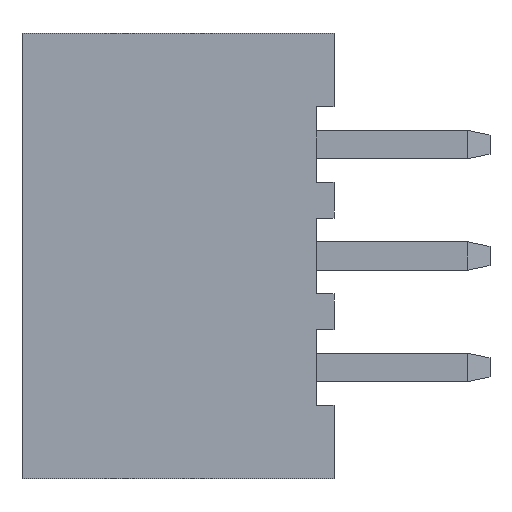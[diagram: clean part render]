
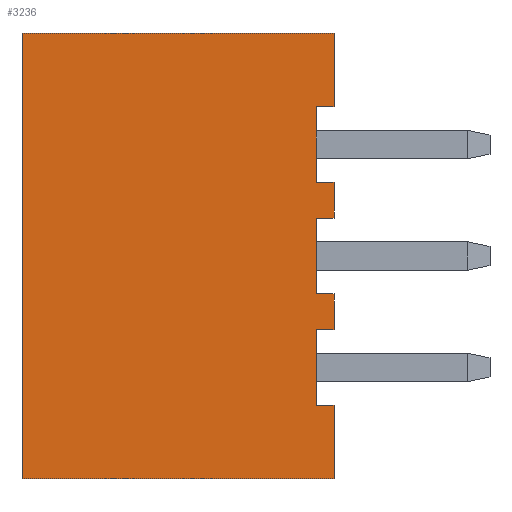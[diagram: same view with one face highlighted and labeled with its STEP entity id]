
A CAD part, left-side view. The second image highlights one B-rep face of the part: STEP entity #3236.
In plain terms, the highlighted planar face has unit normal (-1, 0, 0).
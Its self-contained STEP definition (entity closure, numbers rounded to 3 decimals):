
#10 = EDGE_CURVE ( 'NONE', #1769, #530, #1988, .T. ) ;
#34 = CARTESIAN_POINT ( 'NONE',  ( -3.55, 0., -4.15 ) ) ;
#44 = DIRECTION ( 'NONE',  ( 0., -1., 0. ) ) ;
#55 = DIRECTION ( 'NONE',  ( 0., -1., 0. ) ) ;
#86 = ORIENTED_EDGE ( 'NONE', *, *, #1807, .F. ) ;
#173 = EDGE_CURVE ( 'NONE', #1817, #1720, #3408, .T. ) ;
#204 = LINE ( 'NONE', #1652, #1043 ) ;
#223 = EDGE_CURVE ( 'NONE', #3873, #1720, #1676, .T. ) ;
#319 = CARTESIAN_POINT ( 'NONE',  ( -3.55, 0., -3.35 ) ) ;
#336 = DIRECTION ( 'NONE',  ( 0., 0., -1. ) ) ;
#338 = CARTESIAN_POINT ( 'NONE',  ( -3.55, 0., -0.85 ) ) ;
#343 = CARTESIAN_POINT ( 'NONE',  ( -3.55, 0., -1.65 ) ) ;
#359 = LINE ( 'NONE', #1733, #2062 ) ;
#366 = DIRECTION ( 'NONE',  ( 0., 1., 0. ) ) ;
#368 = ORIENTED_EDGE ( 'NONE', *, *, #3259, .F. ) ;
#401 = VECTOR ( 'NONE', #3113, 1000. ) ;
#530 = VERTEX_POINT ( 'NONE', #1147 ) ;
#614 = ORIENTED_EDGE ( 'NONE', *, *, #2199, .F. ) ;
#649 = VECTOR ( 'NONE', #1632, 1000. ) ;
#660 = DIRECTION ( 'NONE',  ( 0., 0., -1. ) ) ;
#665 = VECTOR ( 'NONE', #1283, 1000. ) ;
#693 = DIRECTION ( 'NONE',  ( 0., 1., 0. ) ) ;
#781 = DIRECTION ( 'NONE',  ( 0., 1., 0. ) ) ;
#837 = VECTOR ( 'NONE', #3222, 1000. ) ;
#958 = ORIENTED_EDGE ( 'NONE', *, *, #2310, .T. ) ;
#967 = CARTESIAN_POINT ( 'NONE',  ( -3.55, 0., -7.5 ) ) ;
#975 = EDGE_LOOP ( 'NONE', ( #3198, #3949, #1782, #3251, #3486, #1271, #3149, #958, #3162, #1156, #368, #86, #2297, #614, #1347, #2553 ) ) ;
#999 = CARTESIAN_POINT ( 'NONE',  ( -3.55, 7., 2.5 ) ) ;
#1041 = EDGE_CURVE ( 'NONE', #2327, #1066, #1296, .T. ) ;
#1043 = VECTOR ( 'NONE', #55, 1000. ) ;
#1066 = VERTEX_POINT ( 'NONE', #3268 ) ;
#1075 = CARTESIAN_POINT ( 'NONE',  ( -3.55, 0., 2.5 ) ) ;
#1109 = VECTOR ( 'NONE', #781, 1000. ) ;
#1147 = CARTESIAN_POINT ( 'NONE',  ( -3.55, 0.4, -5.85 ) ) ;
#1156 = ORIENTED_EDGE ( 'NONE', *, *, #3718, .F. ) ;
#1155 = CARTESIAN_POINT ( 'NONE',  ( -3.55, 0.4, -1.65 ) ) ;
#1271 = ORIENTED_EDGE ( 'NONE', *, *, #173, .F. ) ;
#1281 = CARTESIAN_POINT ( 'NONE',  ( -3.55, 0., -7.5 ) ) ;
#1283 = DIRECTION ( 'NONE',  ( 0., 0., 1. ) ) ;
#1292 = VECTOR ( 'NONE', #44, 1000. ) ;
#1296 = LINE ( 'NONE', #1281, #3793 ) ;
#1304 = PLANE ( 'NONE',  #3893 ) ;
#1317 = DIRECTION ( 'NONE',  ( 0., 0., -1. ) ) ;
#1337 = LINE ( 'NONE', #3375, #2978 ) ;
#1347 = ORIENTED_EDGE ( 'NONE', *, *, #10, .T. ) ;
#1369 = EDGE_CURVE ( 'NONE', #3708, #3873, #3836, .T. ) ;
#1378 = CARTESIAN_POINT ( 'NONE',  ( -3.55, 0.4, -0.85 ) ) ;
#1518 = CARTESIAN_POINT ( 'NONE',  ( -3.55, 0.4, -4.15 ) ) ;
#1531 = CARTESIAN_POINT ( 'NONE',  ( -3.55, 0., -7.5 ) ) ;
#1632 = DIRECTION ( 'NONE',  ( 0., -1., 0. ) ) ;
#1652 = CARTESIAN_POINT ( 'NONE',  ( -3.55, 7., 2.5 ) ) ;
#1676 = LINE ( 'NONE', #343, #4178 ) ;
#1719 = DIRECTION ( 'NONE',  ( 0., 0., 1. ) ) ;
#1720 = VERTEX_POINT ( 'NONE', #3857 ) ;
#1733 = CARTESIAN_POINT ( 'NONE',  ( -3.55, 0.4, -4.15 ) ) ;
#1769 = VERTEX_POINT ( 'NONE', #2600 ) ;
#1772 = DIRECTION ( 'NONE',  ( 0., 1., 0. ) ) ;
#1782 = ORIENTED_EDGE ( 'NONE', *, *, #1929, .T. ) ;
#1807 = EDGE_CURVE ( 'NONE', #1898, #3104, #2485, .T. ) ;
#1808 = LINE ( 'NONE', #2907, #837 ) ;
#1817 = VERTEX_POINT ( 'NONE', #338 ) ;
#1898 = VERTEX_POINT ( 'NONE', #2624 ) ;
#1929 = EDGE_CURVE ( 'NONE', #2327, #3708, #2329, .T. ) ;
#1988 = LINE ( 'NONE', #3058, #1109 ) ;
#2033 = VERTEX_POINT ( 'NONE', #1075 ) ;
#2062 = VECTOR ( 'NONE', #1719, 1000. ) ;
#2118 = VECTOR ( 'NONE', #693, 1000. ) ;
#2194 = VERTEX_POINT ( 'NONE', #3072 ) ;
#2199 = EDGE_CURVE ( 'NONE', #1769, #2905, #3549, .T. ) ;
#2297 = ORIENTED_EDGE ( 'NONE', *, *, #4133, .F. ) ;
#2310 = EDGE_CURVE ( 'NONE', #3986, #3154, #1808, .T. ) ;
#2327 = VERTEX_POINT ( 'NONE', #319 ) ;
#2329 = LINE ( 'NONE', #2974, #4054 ) ;
#2365 = VECTOR ( 'NONE', #660, 1000. ) ;
#2485 = LINE ( 'NONE', #3900, #665 ) ;
#2498 = EDGE_CURVE ( 'NONE', #1817, #3986, #3081, .T. ) ;
#2552 = VECTOR ( 'NONE', #3888, 1000. ) ;
#2553 = ORIENTED_EDGE ( 'NONE', *, *, #3284, .T. ) ;
#2600 = CARTESIAN_POINT ( 'NONE',  ( -3.55, 0., -5.85 ) ) ;
#2603 = DIRECTION ( 'NONE',  ( 0., -1., 0. ) ) ;
#2624 = CARTESIAN_POINT ( 'NONE',  ( -3.55, 7., -7.5 ) ) ;
#2679 = VECTOR ( 'NONE', #4053, 1000. ) ;
#2902 = CARTESIAN_POINT ( 'NONE',  ( -3.55, 0.4, 0.85 ) ) ;
#2905 = VERTEX_POINT ( 'NONE', #1531 ) ;
#2907 = CARTESIAN_POINT ( 'NONE',  ( -3.55, 0.4, 0.85 ) ) ;
#2974 = CARTESIAN_POINT ( 'NONE',  ( -3.55, 0., -3.35 ) ) ;
#2978 = VECTOR ( 'NONE', #1772, 1000. ) ;
#3058 = CARTESIAN_POINT ( 'NONE',  ( -3.55, 0., -5.85 ) ) ;
#3072 = CARTESIAN_POINT ( 'NONE',  ( -3.55, 0., 0.85 ) ) ;
#3081 = LINE ( 'NONE', #3275, #2118 ) ;
#3104 = VERTEX_POINT ( 'NONE', #3203 ) ;
#3113 = DIRECTION ( 'NONE',  ( 0., 0., 1. ) ) ;
#3149 = ORIENTED_EDGE ( 'NONE', *, *, #2498, .T. ) ;
#3154 = VERTEX_POINT ( 'NONE', #2902 ) ;
#3162 = ORIENTED_EDGE ( 'NONE', *, *, #3827, .T. ) ;
#3198 = ORIENTED_EDGE ( 'NONE', *, *, #3774, .T. ) ;
#3203 = CARTESIAN_POINT ( 'NONE',  ( -3.55, 7., 2.5 ) ) ;
#3222 = DIRECTION ( 'NONE',  ( 0., 0., 1. ) ) ;
#3233 = LINE ( 'NONE', #34, #649 ) ;
#3235 = CARTESIAN_POINT ( 'NONE',  ( -3.55, 0.4, -3.35 ) ) ;
#3236 = ADVANCED_FACE ( 'NONE', ( #3853 ), #1304, .F. ) ;
#3251 = ORIENTED_EDGE ( 'NONE', *, *, #1369, .T. ) ;
#3259 = EDGE_CURVE ( 'NONE', #3104, #2033, #204, .T. ) ;
#3268 = CARTESIAN_POINT ( 'NONE',  ( -3.55, 0., -4.15 ) ) ;
#3272 = DIRECTION ( 'NONE',  ( 1., 0., 0. ) ) ;
#3275 = CARTESIAN_POINT ( 'NONE',  ( -3.55, 0., -0.85 ) ) ;
#3284 = EDGE_CURVE ( 'NONE', #530, #3579, #359, .T. ) ;
#3305 = CARTESIAN_POINT ( 'NONE',  ( -3.55, 0.4, -1.65 ) ) ;
#3375 = CARTESIAN_POINT ( 'NONE',  ( -3.55, 7., -7.5 ) ) ;
#3408 = LINE ( 'NONE', #3565, #2552 ) ;
#3486 = ORIENTED_EDGE ( 'NONE', *, *, #223, .T. ) ;
#3549 = LINE ( 'NONE', #3726, #2679 ) ;
#3565 = CARTESIAN_POINT ( 'NONE',  ( -3.55, 0., -7.5 ) ) ;
#3579 = VERTEX_POINT ( 'NONE', #1518 ) ;
#3708 = VERTEX_POINT ( 'NONE', #3235 ) ;
#3718 = EDGE_CURVE ( 'NONE', #2033, #2194, #4094, .T. ) ;
#3726 = CARTESIAN_POINT ( 'NONE',  ( -3.55, 0., -7.5 ) ) ;
#3774 = EDGE_CURVE ( 'NONE', #3579, #1066, #3233, .T. ) ;
#3793 = VECTOR ( 'NONE', #336, 1000. ) ;
#3827 = EDGE_CURVE ( 'NONE', #3154, #2194, #3898, .T. ) ;
#3836 = LINE ( 'NONE', #1155, #401 ) ;
#3853 = FACE_OUTER_BOUND ( 'NONE', #975, .T. ) ;
#3857 = CARTESIAN_POINT ( 'NONE',  ( -3.55, 0., -1.65 ) ) ;
#3873 = VERTEX_POINT ( 'NONE', #3305 ) ;
#3888 = DIRECTION ( 'NONE',  ( 0., 0., -1. ) ) ;
#3893 = AXIS2_PLACEMENT_3D ( 'NONE', #999, #3272, #1317 ) ;
#3898 = LINE ( 'NONE', #3922, #1292 ) ;
#3900 = CARTESIAN_POINT ( 'NONE',  ( -3.55, 7., 2.5 ) ) ;
#3922 = CARTESIAN_POINT ( 'NONE',  ( -3.55, 0., 0.85 ) ) ;
#3949 = ORIENTED_EDGE ( 'NONE', *, *, #1041, .F. ) ;
#3986 = VERTEX_POINT ( 'NONE', #1378 ) ;
#4053 = DIRECTION ( 'NONE',  ( 0., 0., -1. ) ) ;
#4054 = VECTOR ( 'NONE', #366, 1000. ) ;
#4094 = LINE ( 'NONE', #967, #2365 ) ;
#4133 = EDGE_CURVE ( 'NONE', #2905, #1898, #1337, .T. ) ;
#4178 = VECTOR ( 'NONE', #2603, 1000. ) ;
